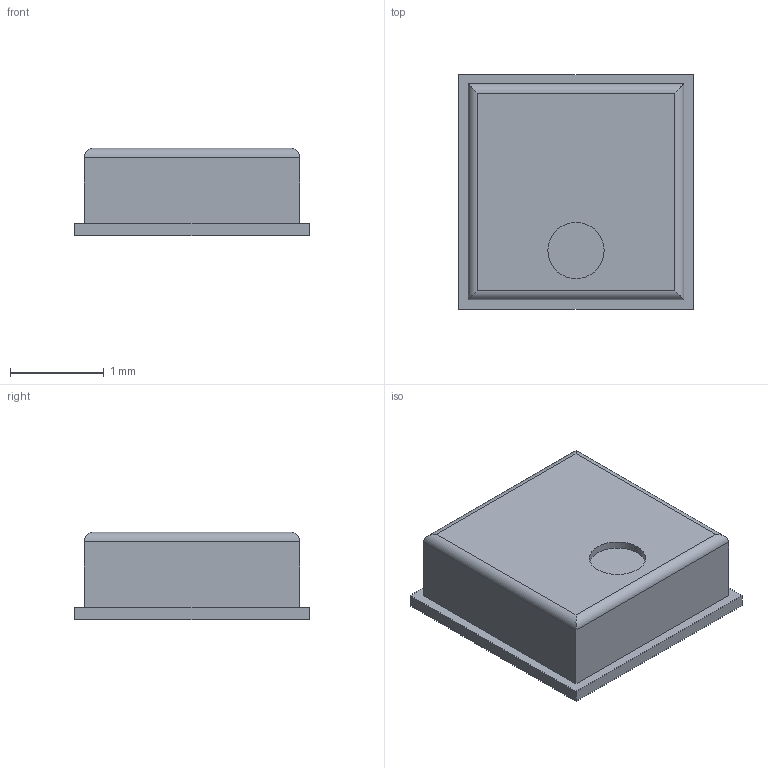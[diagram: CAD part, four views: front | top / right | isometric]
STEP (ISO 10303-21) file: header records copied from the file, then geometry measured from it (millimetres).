
FILE_DESCRIPTION(('FreeCAD Model'),'2;1');
FILE_NAME( 'bme280.step', '2018-11-30T20:24:53',('Author'),(''), 'Open CASCADE STEP processor 6.9','FreeCAD','Unknown');
FILE_SCHEMA(('AUTOMOTIVE_DESIGN_CC2 { 1 2 10303 214 -1 1 5 4 }'));
Length unit declared in the file: millimetre
Products named in the file (3): support; Cut; Cylinder001
Bounding box: 2.5 x 2.5 x 0.93 mm (x, y, z)
Volume: 5 mm3; surface area: 33.4 mm2
Topology: 3 solids, 3 shells, 21 faces, 38 edges, 24 vertices
Faces by surface type: plane 15, cylinder 6
Full cylindrical faces by diameter (mm): 0.6 x2
Entity records: 1229 total; most frequent: CARTESIAN_POINT 224, DIRECTION 158, LINE 94, VECTOR 94, ORIENTED_EDGE 76, PCURVE 76, DEFINITIONAL_REPRESENTATION 76, EDGE_CURVE 38
